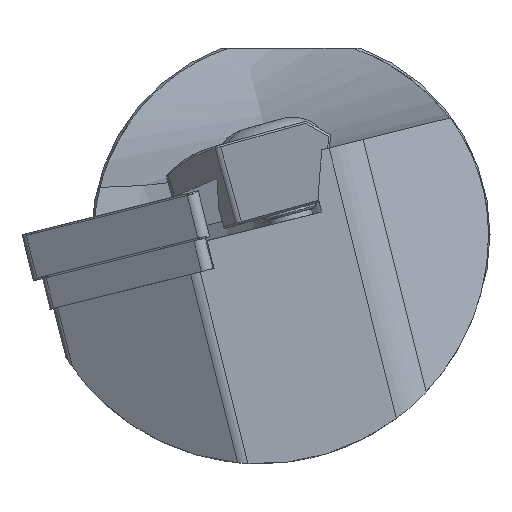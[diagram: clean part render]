
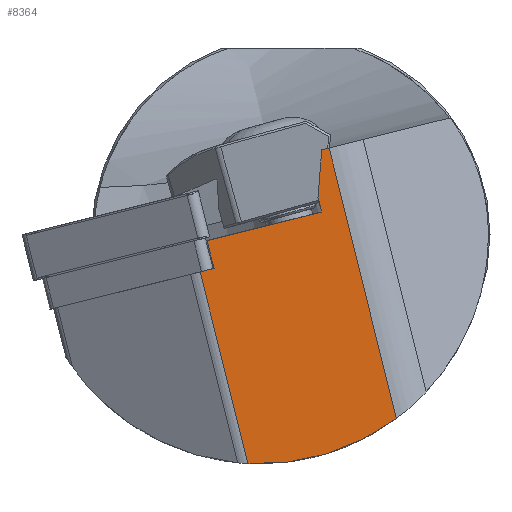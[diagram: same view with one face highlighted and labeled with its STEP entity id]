
A CAD part, left-side view. The second image highlights one B-rep face of the part: STEP entity #8364.
In plain terms, the highlighted planar face has unit normal (-1, 0, 0).
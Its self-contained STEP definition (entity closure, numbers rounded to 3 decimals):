
#63 = DIRECTION ( 'NONE',  ( 0., 0.242, 0.97 ) ) ;
#72 = DIRECTION ( 'NONE',  ( 0., -0.078, 0.997 ) ) ;
#141 = DIRECTION ( 'NONE',  ( 0., 0.242, 0.97 ) ) ;
#170 = CARTESIAN_POINT ( 'NONE',  ( -223.147, -107.194, -462.865 ) ) ;
#317 = ORIENTED_EDGE ( 'NONE', *, *, #1978, .F. ) ;
#455 = LINE ( 'NONE', #4686, #7371 ) ;
#469 = ORIENTED_EDGE ( 'NONE', *, *, #6339, .F. ) ;
#485 = AXIS2_PLACEMENT_3D ( 'NONE', #2851, #8996, #5194 ) ;
#660 = AXIS2_PLACEMENT_3D ( 'NONE', #9627, #8079, #2776 ) ;
#768 = CARTESIAN_POINT ( 'NONE',  ( -223.147, -4.924, 8.541 ) ) ;
#786 = DIRECTION ( 'NONE',  ( 0., -0.242, -0.97 ) ) ;
#941 = LINE ( 'NONE', #170, #8485 ) ;
#942 = ORIENTED_EDGE ( 'NONE', *, *, #2639, .F. ) ;
#1051 = VERTEX_POINT ( 'NONE', #7169 ) ;
#1175 = B_SPLINE_CURVE_WITH_KNOTS ( 'NONE', 3,
 ( #768, #3079, #8425, #9306 ),
 .UNSPECIFIED., .F., .F.,
 ( 4, 4 ),
 ( 0.032, 0.032 ),
 .UNSPECIFIED. ) ;
#1336 = EDGE_CURVE ( 'NONE', #2441, #9206, #4908, .T. ) ;
#1396 = CARTESIAN_POINT ( 'NONE',  ( -223.147, -108.585, -462.518 ) ) ;
#1725 = ORIENTED_EDGE ( 'NONE', *, *, #6967, .F. ) ;
#1773 = CARTESIAN_POINT ( 'NONE',  ( -223.147, 2.484, -22.971 ) ) ;
#1978 = EDGE_CURVE ( 'NONE', #1051, #7641, #8143, .T. ) ;
#1984 = ORIENTED_EDGE ( 'NONE', *, *, #1336, .F. ) ;
#2021 = CARTESIAN_POINT ( 'NONE',  ( -223.147, 7.285, -3.717 ) ) ;
#2102 = ORIENTED_EDGE ( 'NONE', *, *, #2244, .T. ) ;
#2244 = EDGE_CURVE ( 'NONE', #2660, #6793, #455, .T. ) ;
#2441 = VERTEX_POINT ( 'NONE', #6274 ) ;
#2639 = EDGE_CURVE ( 'NONE', #2660, #3670, #5923, .T. ) ;
#2660 = VERTEX_POINT ( 'NONE', #2781 ) ;
#2732 = VERTEX_POINT ( 'NONE', #6021 ) ;
#2776 = DIRECTION ( 'NONE',  ( 0., 1., 0. ) ) ;
#2781 = CARTESIAN_POINT ( 'NONE',  ( -223.147, -12.428, -18.432 ) ) ;
#2851 = CARTESIAN_POINT ( 'NONE',  ( -223.147, 1.329, 0. ) ) ;
#3014 = CARTESIAN_POINT ( 'NONE',  ( -223.147, 6.59, -0.576 ) ) ;
#3079 = CARTESIAN_POINT ( 'NONE',  ( -223.147, -5.169, 8.602 ) ) ;
#3404 = VERTEX_POINT ( 'NONE', #3014 ) ;
#3670 = VERTEX_POINT ( 'NONE', #1773 ) ;
#3804 = CARTESIAN_POINT ( 'NONE',  ( -223.147, 31.318, -451.964 ) ) ;
#4015 = CARTESIAN_POINT ( 'NONE',  ( -223.147, -4.908, 2.291 ) ) ;
#4248 = PLANE ( 'NONE',  #660 ) ;
#4428 = EDGE_CURVE ( 'NONE', #7641, #3404, #8021, .T. ) ;
#4532 = VECTOR ( 'NONE', #7061, 1000. ) ;
#4566 = CARTESIAN_POINT ( 'NONE',  ( -223.147, -120.083, -459.652 ) ) ;
#4568 = VECTOR ( 'NONE', #8391, 1000. ) ;
#4686 = CARTESIAN_POINT ( 'NONE',  ( -223.147, -122.299, -459.099 ) ) ;
#4908 = LINE ( 'NONE', #3804, #8405 ) ;
#5116 = EDGE_CURVE ( 'NONE', #2441, #7026, #9474, .T. ) ;
#5194 = DIRECTION ( 'NONE',  ( 0., -1., 0. ) ) ;
#5202 = CARTESIAN_POINT ( 'NONE',  ( -223.147, -5.658, 8.723 ) ) ;
#5420 = CARTESIAN_POINT ( 'NONE',  ( -223.147, 7.981, -0.923 ) ) ;
#5923 = CIRCLE ( 'NONE', #485, 23. ) ;
#6021 = CARTESIAN_POINT ( 'NONE',  ( -223.147, 7.285, -3.717 ) ) ;
#6274 = CARTESIAN_POINT ( 'NONE',  ( -223.147, -4.547, 3.741 ) ) ;
#6339 = EDGE_CURVE ( 'NONE', #2732, #1051, #6787, .T. ) ;
#6684 = CARTESIAN_POINT ( 'NONE',  ( -223.147, -4.924, 8.541 ) ) ;
#6787 = LINE ( 'NONE', #6998, #4532 ) ;
#6793 = VERTEX_POINT ( 'NONE', #5202 ) ;
#6891 = DIRECTION ( 'NONE',  ( 0., -0.97, 0.242 ) ) ;
#6922 = VECTOR ( 'NONE', #6891, 1000. ) ;
#6967 = EDGE_CURVE ( 'NONE', #9206, #6793, #1175, .T. ) ;
#6987 = ORIENTED_EDGE ( 'NONE', *, *, #9496, .F. ) ;
#6989 = EDGE_LOOP ( 'NONE', ( #8215, #8356, #8470, #317, #469, #6987, #942, #2102, #1725, #1984 ) ) ;
#6998 = CARTESIAN_POINT ( 'NONE',  ( -223.147, 7.285, -3.717 ) ) ;
#7026 = VERTEX_POINT ( 'NONE', #4015 ) ;
#7061 = DIRECTION ( 'NONE',  ( 0., -0.97, 0.242 ) ) ;
#7169 = CARTESIAN_POINT ( 'NONE',  ( -223.147, 5.994, -3.395 ) ) ;
#7298 = DIRECTION ( 'NONE',  ( 0., -0.97, 0.242 ) ) ;
#7371 = VECTOR ( 'NONE', #141, 1000. ) ;
#7532 = FACE_OUTER_BOUND ( 'NONE', #6989, .T. ) ;
#7542 = VECTOR ( 'NONE', #786, 1000. ) ;
#7641 = VERTEX_POINT ( 'NONE', #9456 ) ;
#7784 = VECTOR ( 'NONE', #7298, 1000. ) ;
#8021 = LINE ( 'NONE', #1396, #4568 ) ;
#8079 = DIRECTION ( 'NONE',  ( 1., 0., 0. ) ) ;
#8143 = LINE ( 'NONE', #2021, #7784 ) ;
#8215 = ORIENTED_EDGE ( 'NONE', *, *, #5116, .T. ) ;
#8234 = LINE ( 'NONE', #5420, #6922 ) ;
#8356 = ORIENTED_EDGE ( 'NONE', *, *, #9549, .F. ) ;
#8364 = ADVANCED_FACE ( 'NONE', ( #7532 ), #4248, .F. ) ;
#8391 = DIRECTION ( 'NONE',  ( 0., 0.242, 0.97 ) ) ;
#8405 = VECTOR ( 'NONE', #72, 1000. ) ;
#8425 = CARTESIAN_POINT ( 'NONE',  ( -223.147, -5.413, 8.662 ) ) ;
#8470 = ORIENTED_EDGE ( 'NONE', *, *, #4428, .F. ) ;
#8485 = VECTOR ( 'NONE', #63, 1000. ) ;
#8996 = DIRECTION ( 'NONE',  ( 1., 0., 0. ) ) ;
#9206 = VERTEX_POINT ( 'NONE', #6684 ) ;
#9306 = CARTESIAN_POINT ( 'NONE',  ( -223.147, -5.658, 8.723 ) ) ;
#9456 = CARTESIAN_POINT ( 'NONE',  ( -223.147, 5.893, -3.37 ) ) ;
#9474 = LINE ( 'NONE', #4566, #7542 ) ;
#9496 = EDGE_CURVE ( 'NONE', #3670, #2732, #941, .T. ) ;
#9549 = EDGE_CURVE ( 'NONE', #3404, #7026, #8234, .T. ) ;
#9627 = CARTESIAN_POINT ( 'NONE',  ( -223.147, -107.194, -462.865 ) ) ;
